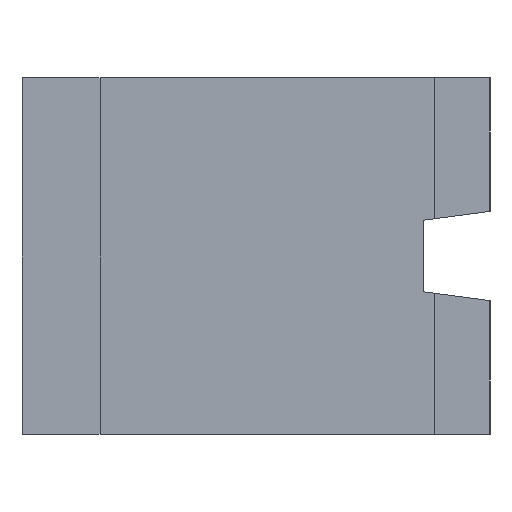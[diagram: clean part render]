
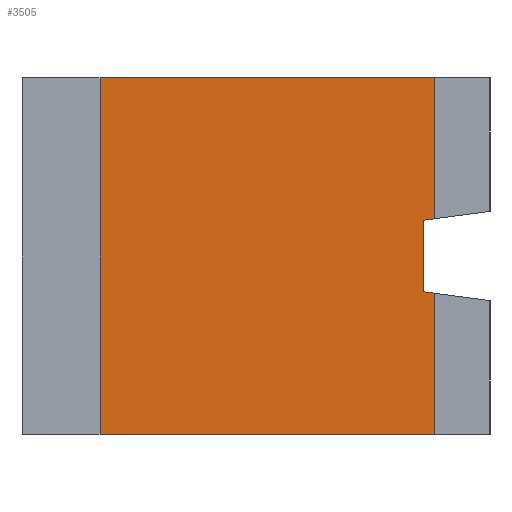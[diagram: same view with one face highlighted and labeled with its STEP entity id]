
A CAD part, left-side view. The second image highlights one B-rep face of the part: STEP entity #3505.
In plain terms, the highlighted planar face has unit normal (-1, 0, 0).
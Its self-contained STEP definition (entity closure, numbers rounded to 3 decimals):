
#172 = DIRECTION ( 'NONE',  ( 0., 0., -1. ) ) ;
#421 = VECTOR ( 'NONE', #8783, 1000. ) ;
#536 = VECTOR ( 'NONE', #10487, 1000. ) ;
#618 = CARTESIAN_POINT ( 'NONE',  ( -1.6, 0.25, -0.167 ) ) ;
#692 = CARTESIAN_POINT ( 'NONE',  ( -1.6, 2.1, 0.8 ) ) ;
#840 = ORIENTED_EDGE ( 'NONE', *, *, #6143, .F. ) ;
#1307 = VERTEX_POINT ( 'NONE', #8416 ) ;
#1573 = PLANE ( 'NONE',  #5180 ) ;
#1949 = EDGE_CURVE ( 'NONE', #1307, #7689, #3977, .T. ) ;
#2439 = DIRECTION ( 'NONE',  ( 1., 0., 0. ) ) ;
#2498 = EDGE_CURVE ( 'NONE', #3477, #6973, #3175, .T. ) ;
#2543 = CARTESIAN_POINT ( 'NONE',  ( -1.6, 2.194, 0.089 ) ) ;
#2610 = VERTEX_POINT ( 'NONE', #6500 ) ;
#2804 = VECTOR ( 'NONE', #5788, 1000. ) ;
#2948 = ORIENTED_EDGE ( 'NONE', *, *, #10468, .F. ) ;
#3131 = DIRECTION ( 'NONE',  ( 0., -1., 0. ) ) ;
#3142 = EDGE_LOOP ( 'NONE', ( #2948, #6984, #3214, #3416, #840, #5213, #4790, #7567 ) ) ;
#3175 = LINE ( 'NONE', #2543, #10329 ) ;
#3214 = ORIENTED_EDGE ( 'NONE', *, *, #4400, .T. ) ;
#3416 = ORIENTED_EDGE ( 'NONE', *, *, #4986, .T. ) ;
#3477 = VERTEX_POINT ( 'NONE', #618 ) ;
#3505 = ADVANCED_FACE ( 'NONE', ( #6679 ), #1573, .F. ) ;
#3668 = LINE ( 'NONE', #3738, #7041 ) ;
#3738 = CARTESIAN_POINT ( 'NONE',  ( -1.6, 0.25, 0.8 ) ) ;
#3977 = LINE ( 'NONE', #10002, #2804 ) ;
#4310 = LINE ( 'NONE', #9290, #9088 ) ;
#4360 = CARTESIAN_POINT ( 'NONE',  ( -1.6, 1.75, 0.8 ) ) ;
#4400 = EDGE_CURVE ( 'NONE', #6973, #8910, #4990, .T. ) ;
#4541 = DIRECTION ( 'NONE',  ( 0., -1., 0. ) ) ;
#4790 = ORIENTED_EDGE ( 'NONE', *, *, #1949, .F. ) ;
#4986 = EDGE_CURVE ( 'NONE', #8910, #2610, #7723, .T. ) ;
#4990 = LINE ( 'NONE', #5505, #421 ) ;
#5180 = AXIS2_PLACEMENT_3D ( 'NONE', #692, #2439, #10595 ) ;
#5213 = ORIENTED_EDGE ( 'NONE', *, *, #5889, .F. ) ;
#5505 = CARTESIAN_POINT ( 'NONE',  ( -1.6, 0.3, 0.161 ) ) ;
#5788 = DIRECTION ( 'NONE',  ( 0., 0., 1. ) ) ;
#5889 = EDGE_CURVE ( 'NONE', #7689, #7401, #7433, .T. ) ;
#6143 = EDGE_CURVE ( 'NONE', #7401, #2610, #4310, .T. ) ;
#6216 = EDGE_CURVE ( 'NONE', #1307, #9755, #10641, .T. ) ;
#6500 = CARTESIAN_POINT ( 'NONE',  ( -1.6, 0.25, 0.167 ) ) ;
#6679 = FACE_OUTER_BOUND ( 'NONE', #3142, .T. ) ;
#6973 = VERTEX_POINT ( 'NONE', #9075 ) ;
#6984 = ORIENTED_EDGE ( 'NONE', *, *, #2498, .T. ) ;
#7022 = CARTESIAN_POINT ( 'NONE',  ( -1.6, 2.1, -0.8 ) ) ;
#7041 = VECTOR ( 'NONE', #9582, 1000. ) ;
#7401 = VERTEX_POINT ( 'NONE', #8928 ) ;
#7433 = LINE ( 'NONE', #8780, #8720 ) ;
#7567 = ORIENTED_EDGE ( 'NONE', *, *, #6216, .T. ) ;
#7689 = VERTEX_POINT ( 'NONE', #4360 ) ;
#7723 = LINE ( 'NONE', #10453, #536 ) ;
#7919 = CARTESIAN_POINT ( 'NONE',  ( -1.6, 0.3, 0.161 ) ) ;
#8075 = VECTOR ( 'NONE', #4541, 1000. ) ;
#8416 = CARTESIAN_POINT ( 'NONE',  ( -1.6, 1.75, -0.8 ) ) ;
#8720 = VECTOR ( 'NONE', #3131, 1000. ) ;
#8780 = CARTESIAN_POINT ( 'NONE',  ( -1.6, 2.1, 0.8 ) ) ;
#8783 = DIRECTION ( 'NONE',  ( 0., 0., 1. ) ) ;
#8910 = VERTEX_POINT ( 'NONE', #7919 ) ;
#8928 = CARTESIAN_POINT ( 'NONE',  ( -1.6, 0.25, 0.8 ) ) ;
#9075 = CARTESIAN_POINT ( 'NONE',  ( -1.6, 0.3, -0.161 ) ) ;
#9088 = VECTOR ( 'NONE', #172, 1000. ) ;
#9220 = CARTESIAN_POINT ( 'NONE',  ( -1.6, 0.25, -0.8 ) ) ;
#9290 = CARTESIAN_POINT ( 'NONE',  ( -1.6, 0.25, 0.8 ) ) ;
#9582 = DIRECTION ( 'NONE',  ( 0., 0., -1. ) ) ;
#9755 = VERTEX_POINT ( 'NONE', #9220 ) ;
#10002 = CARTESIAN_POINT ( 'NONE',  ( -1.6, 1.75, 0.8 ) ) ;
#10329 = VECTOR ( 'NONE', #10474, 1000. ) ;
#10453 = CARTESIAN_POINT ( 'NONE',  ( -1.6, 0., 0.2 ) ) ;
#10468 = EDGE_CURVE ( 'NONE', #3477, #9755, #3668, .T. ) ;
#10474 = DIRECTION ( 'NONE',  ( 0., 0.991, 0.131 ) ) ;
#10487 = DIRECTION ( 'NONE',  ( 0., -0.991, 0.131 ) ) ;
#10595 = DIRECTION ( 'NONE',  ( 0., 0., -1. ) ) ;
#10641 = LINE ( 'NONE', #7022, #8075 ) ;
